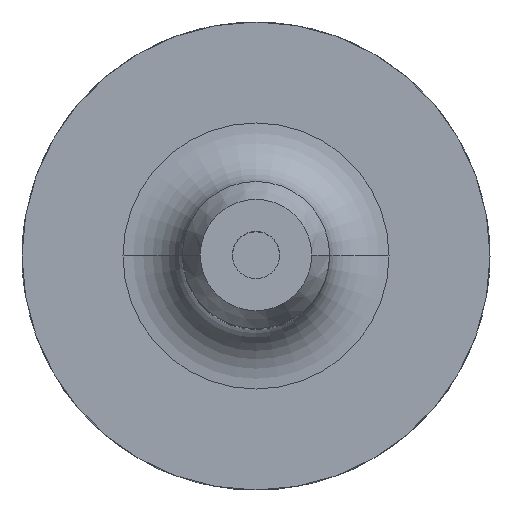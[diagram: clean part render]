
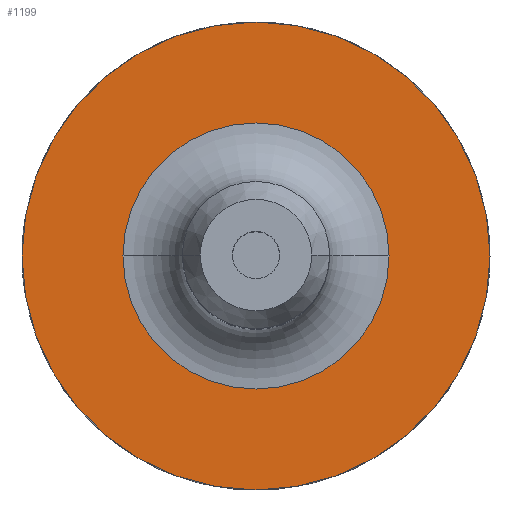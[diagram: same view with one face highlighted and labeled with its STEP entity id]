
A CAD part, top view. The second image highlights one B-rep face of the part: STEP entity #1199.
In plain terms, the highlighted planar face has unit normal (0, 0, 1).
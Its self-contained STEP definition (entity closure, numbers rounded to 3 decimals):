
#15 = DIRECTION ( 'NONE',  ( 0., 0., -1. ) ) ;
#16 = DIRECTION ( 'NONE',  ( -1., 0., 0. ) ) ;
#28 = CIRCLE ( 'NONE', #1261, 31.5 ) ;
#47 = VERTEX_POINT ( 'NONE', #1287 ) ;
#49 = VERTEX_POINT ( 'NONE', #1088 ) ;
#143 = CARTESIAN_POINT ( 'NONE',  ( 0., 0., 27. ) ) ;
#147 = EDGE_CURVE ( 'NONE', #769, #49, #547, .T. ) ;
#257 = DIRECTION ( 'NONE',  ( -1., 0., 0. ) ) ;
#278 = AXIS2_PLACEMENT_3D ( 'NONE', #743, #15, #875 ) ;
#337 = ORIENTED_EDGE ( 'NONE', *, *, #924, .T. ) ;
#338 = DIRECTION ( 'NONE',  ( 0., 0., -1. ) ) ;
#372 = DIRECTION ( 'NONE',  ( 0., 0., -1. ) ) ;
#395 = EDGE_LOOP ( 'NONE', ( #1202, #337 ) ) ;
#476 = AXIS2_PLACEMENT_3D ( 'NONE', #1132, #372, #1235 ) ;
#493 = CARTESIAN_POINT ( 'NONE',  ( 0., 9.906, 27. ) ) ;
#547 = CIRCLE ( 'NONE', #894, 31.5 ) ;
#673 = CIRCLE ( 'NONE', #278, 17.906 ) ;
#743 = CARTESIAN_POINT ( 'NONE',  ( 0., 0., 27. ) ) ;
#769 = VERTEX_POINT ( 'NONE', #1584 ) ;
#807 = FACE_OUTER_BOUND ( 'NONE', #997, .T. ) ;
#812 = ORIENTED_EDGE ( 'NONE', *, *, #1473, .F. ) ;
#855 = FACE_BOUND ( 'NONE', #395, .T. ) ;
#875 = DIRECTION ( 'NONE',  ( -1., 0., 0. ) ) ;
#894 = AXIS2_PLACEMENT_3D ( 'NONE', #143, #1002, #257 ) ;
#911 = CARTESIAN_POINT ( 'NONE',  ( 17.906, 0., 27. ) ) ;
#924 = EDGE_CURVE ( 'NONE', #1102, #47, #1257, .T. ) ;
#997 = EDGE_LOOP ( 'NONE', ( #812, #1029 ) ) ;
#1002 = DIRECTION ( 'NONE',  ( 0., 0., -1. ) ) ;
#1029 = ORIENTED_EDGE ( 'NONE', *, *, #147, .F. ) ;
#1088 = CARTESIAN_POINT ( 'NONE',  ( -31.5, 0., 27. ) ) ;
#1092 = CARTESIAN_POINT ( 'NONE',  ( 0., 0., 27. ) ) ;
#1102 = VERTEX_POINT ( 'NONE', #911 ) ;
#1122 = DIRECTION ( 'NONE',  ( 0., 0., -1. ) ) ;
#1132 = CARTESIAN_POINT ( 'NONE',  ( 0., 0., 27. ) ) ;
#1199 = ADVANCED_FACE ( 'NONE', ( #855, #807 ), #1487, .F. ) ;
#1202 = ORIENTED_EDGE ( 'NONE', *, *, #1254, .T. ) ;
#1209 = DIRECTION ( 'NONE',  ( -1., 0., 0. ) ) ;
#1235 = DIRECTION ( 'NONE',  ( -1., 0., 0. ) ) ;
#1254 = EDGE_CURVE ( 'NONE', #47, #1102, #673, .T. ) ;
#1257 = CIRCLE ( 'NONE', #476, 17.906 ) ;
#1261 = AXIS2_PLACEMENT_3D ( 'NONE', #1092, #338, #1209 ) ;
#1287 = CARTESIAN_POINT ( 'NONE',  ( -17.906, 0., 27. ) ) ;
#1382 = AXIS2_PLACEMENT_3D ( 'NONE', #493, #1122, #16 ) ;
#1473 = EDGE_CURVE ( 'NONE', #49, #769, #28, .T. ) ;
#1487 = PLANE ( 'NONE',  #1382 ) ;
#1584 = CARTESIAN_POINT ( 'NONE',  ( 31.5, 0., 27. ) ) ;
